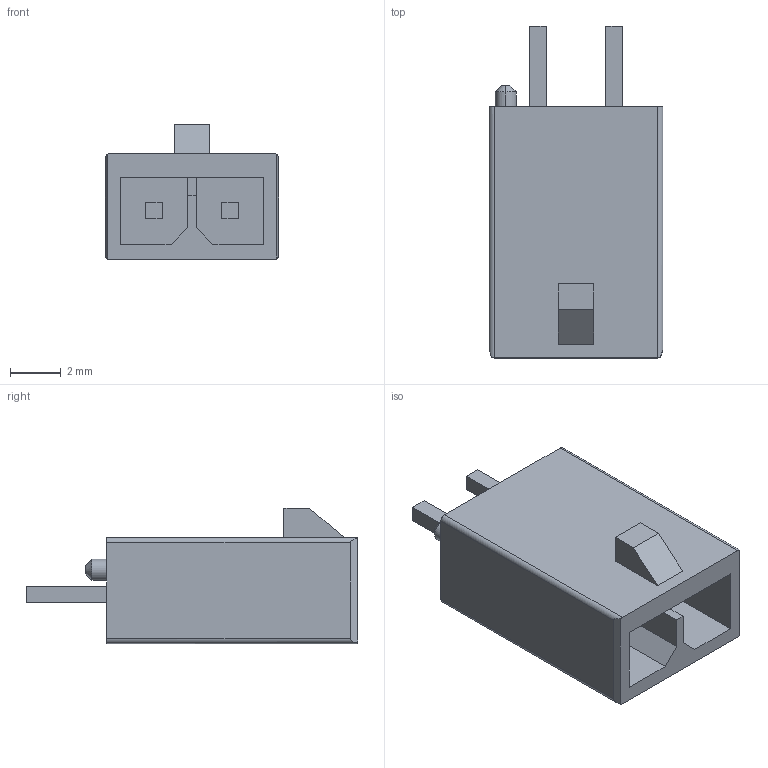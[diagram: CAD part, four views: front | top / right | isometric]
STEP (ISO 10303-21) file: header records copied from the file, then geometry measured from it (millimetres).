
FILE_DESCRIPTION(('STEP AP242'),'1');
FILE_NAME('2165711002.stp','2024-12-20T14:50:38',('TraceParts'),('TraceParts S.A.'),'Spatial InterOp 3D',' ',' ');
FILE_SCHEMA(('AP242_MANAGED_MODEL_BASED_3D_ENGINEERING_MIM_LF {1 0 10303 442 1 1 4}'));
Length unit declared in the file: millimetre
Products named in the file (1): 2165711002
Bounding box: 6.85 x 13.09 x 5.33 mm (x, y, z)
Volume: 201.2 mm3; surface area: 448.1 mm2
Topology: 1 solids, 1 shells, 55 faces, 137 edges, 91 vertices
Faces by surface type: plane 47, cylinder 6, cone 2
Entity records: 1647 total; most frequent: CARTESIAN_POINT 284, ORIENTED_EDGE 274, DIRECTION 268, EDGE_CURVE 137, LINE 118, VECTOR 118, VERTEX_POINT 91, AXIS2_PLACEMENT_3D 75
